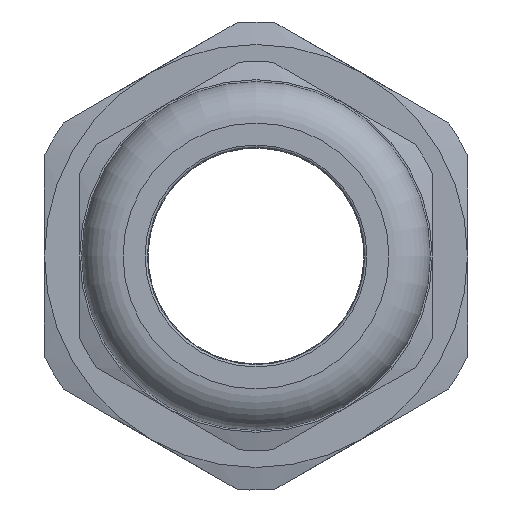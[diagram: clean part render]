
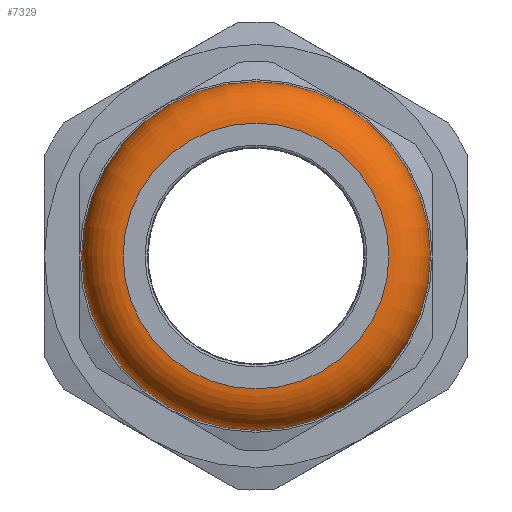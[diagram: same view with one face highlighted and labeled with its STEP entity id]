
A CAD part, left-side view. The second image highlights one B-rep face of the part: STEP entity #7329.
In plain terms, the highlighted toroidal (fillet/blend) face has major radius 11.31 mm and minor radius 3.53 mm.
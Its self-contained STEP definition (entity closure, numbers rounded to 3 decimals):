
#442=FACE_BOUND('',#1497,.T.);
#506=TOROIDAL_SURFACE('',#8350,11.31,3.53);
#999=FACE_OUTER_BOUND('',#1496,.T.);
#1496=EDGE_LOOP('',(#6721));
#1497=EDGE_LOOP('',(#6722));
#2806=CIRCLE('',#8297,11.31);
#2833=CIRCLE('',#8351,14.84);
#3460=VERTEX_POINT('',#18684);
#3499=VERTEX_POINT('',#18861);
#4513=EDGE_CURVE('',#3460,#3460,#2806,.T.);
#4576=EDGE_CURVE('',#3499,#3499,#2833,.T.);
#6721=ORIENTED_EDGE('',*,*,#4576,.F.);
#6722=ORIENTED_EDGE('',*,*,#4513,.T.);
#7329=ADVANCED_FACE('',(#999,#442),#506,.T.);
#8297=AXIS2_PLACEMENT_3D('',#18685,#10547,#10548);
#8350=AXIS2_PLACEMENT_3D('',#18860,#10665,#10666);
#8351=AXIS2_PLACEMENT_3D('',#18862,#10667,#10668);
#10547=DIRECTION('center_axis',(1.,0.,0.));
#10548=DIRECTION('ref_axis',(0.,0.,-1.));
#10665=DIRECTION('center_axis',(1.,0.,0.));
#10666=DIRECTION('ref_axis',(0.,0.,-1.));
#10667=DIRECTION('center_axis',(1.,0.,0.));
#10668=DIRECTION('ref_axis',(0.,0.,-1.));
#18684=CARTESIAN_POINT('',(-20.73,11.31,0.));
#18685=CARTESIAN_POINT('Origin',(-20.73,0.,0.));
#18860=CARTESIAN_POINT('Origin',(-17.2,0.,0.));
#18861=CARTESIAN_POINT('',(-17.2,14.84,0.));
#18862=CARTESIAN_POINT('Origin',(-17.2,0.,0.));
